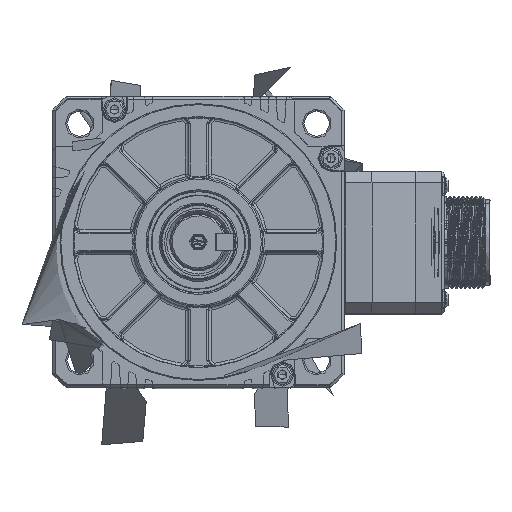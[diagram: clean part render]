
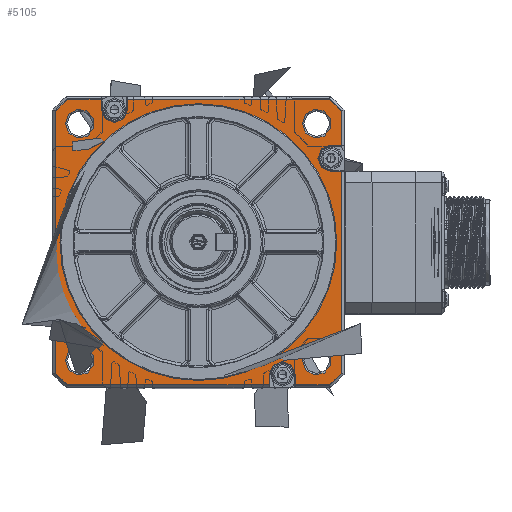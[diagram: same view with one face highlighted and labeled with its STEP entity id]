
A CAD part, top view. The second image highlights one B-rep face of the part: STEP entity #5105.
In plain terms, the highlighted planar face has unit normal (0, 0, 1).
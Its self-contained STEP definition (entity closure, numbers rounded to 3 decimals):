
#3630=CARTESIAN_POINT('',(49.,44.958,57.75));
#3631=VERTEX_POINT('',#3630);
#3639=CARTESIAN_POINT('',(49.,33.3,57.75));
#3640=VERTEX_POINT('',#3639);
#3641=CARTESIAN_POINT('',(49.,44.958,57.75));
#3642=DIRECTION('',(0.,-1.,0.));
#3643=VECTOR('',#3642,11.658);
#3644=LINE('',#3641,#3643);
#3645=EDGE_CURVE('',#3631,#3640,#3644,.T.);
#3664=CARTESIAN_POINT('',(45.5,33.3,57.75));
#3665=VERTEX_POINT('',#3664);
#3666=CARTESIAN_POINT('',(49.,33.3,57.75));
#3667=DIRECTION('',(-1.,0.,0.));
#3668=VECTOR('',#3667,3.5);
#3669=LINE('',#3666,#3668);
#3670=EDGE_CURVE('',#3640,#3665,#3669,.T.);
#3780=CARTESIAN_POINT('',(45.5,24.3,57.75));
#3781=VERTEX_POINT('',#3780);
#3788=CARTESIAN_POINT('',(49.,24.3,57.75));
#3789=VERTEX_POINT('',#3788);
#3790=CARTESIAN_POINT('',(45.5,24.3,57.75));
#3791=DIRECTION('',(1.,0.,0.));
#3792=VECTOR('',#3791,3.5);
#3793=LINE('',#3790,#3792);
#3794=EDGE_CURVE('',#3781,#3789,#3793,.T.);
#3814=CARTESIAN_POINT('',(49.,-44.958,57.75));
#3815=VERTEX_POINT('',#3814);
#3816=CARTESIAN_POINT('',(49.,24.3,57.75));
#3817=DIRECTION('',(0.,-1.,0.));
#3818=VECTOR('',#3817,69.258);
#3819=LINE('',#3816,#3818);
#3820=EDGE_CURVE('',#3789,#3815,#3819,.T.);
#4864=CARTESIAN_POINT('',(44.958,49.,57.75));
#4865=VERTEX_POINT('',#4864);
#4873=CARTESIAN_POINT('',(0.,0.,57.75));
#4874=DIRECTION('',(0.676,0.737,0.));
#4875=DIRECTION('',(0.,0.,-1.));
#4876=AXIS2_PLACEMENT_3D('',#4873,#4875,#4874);
#4877=CIRCLE('',#4876,66.5);
#4878=EDGE_CURVE('',#4865,#3631,#4877,.T.);
#4883=CARTESIAN_POINT('',(-0.365,0.,57.75));
#4884=DIRECTION('',(0.,1.,0.));
#4885=DIRECTION('',(0.,-0.,1.));
#4886=AXIS2_PLACEMENT_3D('',#4883,#4885,#4884);
#4887=PLANE('',#4886);
#4888=ORIENTED_EDGE('',*,*,#3820,.F.);
#4889=ORIENTED_EDGE('',*,*,#3794,.F.);
#4890=CARTESIAN_POINT('',(45.5,28.8,57.75));
#4891=DIRECTION('',(0.,1.,0.));
#4892=DIRECTION('',(0.,0.,1.));
#4893=AXIS2_PLACEMENT_3D('',#4890,#4892,#4891);
#4894=CIRCLE('',#4893,4.5);
#4895=EDGE_CURVE('',#3665,#3781,#4894,.T.);
#4896=ORIENTED_EDGE('',*,*,#4895,.F.);
#4897=ORIENTED_EDGE('',*,*,#3670,.F.);
#4898=ORIENTED_EDGE('',*,*,#3645,.F.);
#4899=ORIENTED_EDGE('',*,*,#4878,.F.);
#4900=CARTESIAN_POINT('',(-24.3,49.,57.75));
#4901=VERTEX_POINT('',#4900);
#4902=CARTESIAN_POINT('',(-24.3,49.,57.75));
#4903=DIRECTION('',(1.,0.,0.));
#4904=VECTOR('',#4903,69.258);
#4905=LINE('',#4902,#4904);
#4906=EDGE_CURVE('',#4901,#4865,#4905,.T.);
#4907=ORIENTED_EDGE('',*,*,#4906,.F.);
#4908=CARTESIAN_POINT('',(-24.3,45.5,57.75));
#4909=VERTEX_POINT('',#4908);
#4910=CARTESIAN_POINT('',(-24.3,45.5,57.75));
#4911=DIRECTION('',(0.,1.,0.));
#4912=VECTOR('',#4911,3.5);
#4913=LINE('',#4910,#4912);
#4914=EDGE_CURVE('',#4909,#4901,#4913,.T.);
#4915=ORIENTED_EDGE('',*,*,#4914,.F.);
#4916=CARTESIAN_POINT('',(-33.3,45.5,57.75));
#4917=VERTEX_POINT('',#4916);
#4918=CARTESIAN_POINT('',(-28.8,45.5,57.75));
#4919=DIRECTION('',(-1.,0.,0.));
#4920=DIRECTION('',(0.,0.,1.));
#4921=AXIS2_PLACEMENT_3D('',#4918,#4920,#4919);
#4922=CIRCLE('',#4921,4.5);
#4923=EDGE_CURVE('',#4917,#4909,#4922,.T.);
#4924=ORIENTED_EDGE('',*,*,#4923,.F.);
#4925=CARTESIAN_POINT('',(-33.3,49.,57.75));
#4926=VERTEX_POINT('',#4925);
#4927=CARTESIAN_POINT('',(-33.3,49.,57.75));
#4928=DIRECTION('',(0.,-1.,0.));
#4929=VECTOR('',#4928,3.5);
#4930=LINE('',#4927,#4929);
#4931=EDGE_CURVE('',#4926,#4917,#4930,.T.);
#4932=ORIENTED_EDGE('',*,*,#4931,.F.);
#4933=CARTESIAN_POINT('',(-44.958,49.,57.75));
#4934=VERTEX_POINT('',#4933);
#4935=CARTESIAN_POINT('',(-44.958,49.,57.75));
#4936=DIRECTION('',(1.,0.,0.));
#4937=VECTOR('',#4936,11.658);
#4938=LINE('',#4935,#4937);
#4939=EDGE_CURVE('',#4934,#4926,#4938,.T.);
#4940=ORIENTED_EDGE('',*,*,#4939,.F.);
#4941=CARTESIAN_POINT('',(-49.,44.958,57.75));
#4942=VERTEX_POINT('',#4941);
#4943=CARTESIAN_POINT('',(0.,0.,57.75));
#4944=DIRECTION('',(-0.737,0.676,0.));
#4945=DIRECTION('',(0.,0.,-1.));
#4946=AXIS2_PLACEMENT_3D('',#4943,#4945,#4944);
#4947=CIRCLE('',#4946,66.5);
#4948=EDGE_CURVE('',#4942,#4934,#4947,.T.);
#4949=ORIENTED_EDGE('',*,*,#4948,.F.);
#4950=CARTESIAN_POINT('',(-49.,-24.3,57.75));
#4951=VERTEX_POINT('',#4950);
#4952=CARTESIAN_POINT('',(-49.,-24.3,57.75));
#4953=DIRECTION('',(0.,1.,0.));
#4954=VECTOR('',#4953,69.258);
#4955=LINE('',#4952,#4954);
#4956=EDGE_CURVE('',#4951,#4942,#4955,.T.);
#4957=ORIENTED_EDGE('',*,*,#4956,.F.);
#4958=CARTESIAN_POINT('',(-45.5,-24.3,57.75));
#4959=VERTEX_POINT('',#4958);
#4960=CARTESIAN_POINT('',(-45.5,-24.3,57.75));
#4961=DIRECTION('',(-1.,0.,0.));
#4962=VECTOR('',#4961,3.5);
#4963=LINE('',#4960,#4962);
#4964=EDGE_CURVE('',#4959,#4951,#4963,.T.);
#4965=ORIENTED_EDGE('',*,*,#4964,.F.);
#4966=CARTESIAN_POINT('',(-45.5,-33.3,57.75));
#4967=VERTEX_POINT('',#4966);
#4968=CARTESIAN_POINT('',(-45.5,-28.8,57.75));
#4969=DIRECTION('',(0.,-1.,0.));
#4970=DIRECTION('',(0.,-0.,1.));
#4971=AXIS2_PLACEMENT_3D('',#4968,#4970,#4969);
#4972=CIRCLE('',#4971,4.5);
#4973=EDGE_CURVE('',#4967,#4959,#4972,.T.);
#4974=ORIENTED_EDGE('',*,*,#4973,.F.);
#4975=CARTESIAN_POINT('',(-49.,-33.3,57.75));
#4976=VERTEX_POINT('',#4975);
#4977=CARTESIAN_POINT('',(-49.,-33.3,57.75));
#4978=DIRECTION('',(1.,0.,0.));
#4979=VECTOR('',#4978,3.5);
#4980=LINE('',#4977,#4979);
#4981=EDGE_CURVE('',#4976,#4967,#4980,.T.);
#4982=ORIENTED_EDGE('',*,*,#4981,.F.);
#4983=CARTESIAN_POINT('',(-49.,-44.958,57.75));
#4984=VERTEX_POINT('',#4983);
#4985=CARTESIAN_POINT('',(-49.,-44.958,57.75));
#4986=DIRECTION('',(0.,1.,0.));
#4987=VECTOR('',#4986,11.658);
#4988=LINE('',#4985,#4987);
#4989=EDGE_CURVE('',#4984,#4976,#4988,.T.);
#4990=ORIENTED_EDGE('',*,*,#4989,.F.);
#4991=CARTESIAN_POINT('',(-44.958,-49.,57.75));
#4992=VERTEX_POINT('',#4991);
#4993=CARTESIAN_POINT('',(0.,0.,57.75));
#4994=DIRECTION('',(-0.676,-0.737,0.));
#4995=DIRECTION('',(0.,0.,-1.));
#4996=AXIS2_PLACEMENT_3D('',#4993,#4995,#4994);
#4997=CIRCLE('',#4996,66.5);
#4998=EDGE_CURVE('',#4992,#4984,#4997,.T.);
#4999=ORIENTED_EDGE('',*,*,#4998,.F.);
#5000=CARTESIAN_POINT('',(24.3,-49.,57.75));
#5001=VERTEX_POINT('',#5000);
#5002=CARTESIAN_POINT('',(24.3,-49.,57.75));
#5003=DIRECTION('',(-1.,0.,0.));
#5004=VECTOR('',#5003,69.258);
#5005=LINE('',#5002,#5004);
#5006=EDGE_CURVE('',#5001,#4992,#5005,.T.);
#5007=ORIENTED_EDGE('',*,*,#5006,.F.);
#5008=CARTESIAN_POINT('',(24.3,-45.5,57.75));
#5009=VERTEX_POINT('',#5008);
#5010=CARTESIAN_POINT('',(24.3,-45.5,57.75));
#5011=DIRECTION('',(0.,-1.,0.));
#5012=VECTOR('',#5011,3.5);
#5013=LINE('',#5010,#5012);
#5014=EDGE_CURVE('',#5009,#5001,#5013,.T.);
#5015=ORIENTED_EDGE('',*,*,#5014,.F.);
#5016=CARTESIAN_POINT('',(33.3,-45.5,57.75));
#5017=VERTEX_POINT('',#5016);
#5018=CARTESIAN_POINT('',(28.8,-45.5,57.75));
#5019=DIRECTION('',(1.,0.,0.));
#5020=DIRECTION('',(0.,0.,1.));
#5021=AXIS2_PLACEMENT_3D('',#5018,#5020,#5019);
#5022=CIRCLE('',#5021,4.5);
#5023=EDGE_CURVE('',#5017,#5009,#5022,.T.);
#5024=ORIENTED_EDGE('',*,*,#5023,.F.);
#5025=CARTESIAN_POINT('',(33.3,-49.,57.75));
#5026=VERTEX_POINT('',#5025);
#5027=CARTESIAN_POINT('',(33.3,-49.,57.75));
#5028=DIRECTION('',(0.,1.,0.));
#5029=VECTOR('',#5028,3.5);
#5030=LINE('',#5027,#5029);
#5031=EDGE_CURVE('',#5026,#5017,#5030,.T.);
#5032=ORIENTED_EDGE('',*,*,#5031,.F.);
#5033=CARTESIAN_POINT('',(44.958,-49.,57.75));
#5034=VERTEX_POINT('',#5033);
#5035=CARTESIAN_POINT('',(44.958,-49.,57.75));
#5036=DIRECTION('',(-1.,0.,0.));
#5037=VECTOR('',#5036,11.658);
#5038=LINE('',#5035,#5037);
#5039=EDGE_CURVE('',#5034,#5026,#5038,.T.);
#5040=ORIENTED_EDGE('',*,*,#5039,.F.);
#5041=CARTESIAN_POINT('',(0.,0.,57.75));
#5042=DIRECTION('',(0.737,-0.676,0.));
#5043=DIRECTION('',(0.,0.,-1.));
#5044=AXIS2_PLACEMENT_3D('',#5041,#5043,#5042);
#5045=CIRCLE('',#5044,66.5);
#5046=EDGE_CURVE('',#3815,#5034,#5045,.T.);
#5047=ORIENTED_EDGE('',*,*,#5046,.F.);
#5048=EDGE_LOOP('',(#4888,#4889,#4896,#4897,#4898,#4899,#4907,#4915,#4924,#4932,#4940,#4949,#4957,#4965,#4974,#4982,#4990,#4999,#5007,#5015,#5024,#5032,#5040,#5047));
#5049=FACE_OUTER_BOUND('',#5048,.T.);
#5050=CARTESIAN_POINT('',(-47.5,0.,57.75));
#5051=VERTEX_POINT('',#5050);
#5052=CARTESIAN_POINT('',(0.,0.,57.75));
#5053=DIRECTION('',(-1.,0.,0.));
#5054=DIRECTION('',(0.,0.,1.));
#5055=AXIS2_PLACEMENT_3D('',#5052,#5054,#5053);
#5056=CIRCLE('',#5055,47.5);
#5057=EDGE_CURVE('',#5051,#5051,#5056,.T.);
#5058=ORIENTED_EDGE('',*,*,#5057,.F.);
#5059=EDGE_LOOP('',(#5058));
#5060=FACE_BOUND('',#5059,.T.);
#5061=CARTESIAN_POINT('',(-45.659,-40.659,57.75));
#5062=VERTEX_POINT('',#5061);
#5063=CARTESIAN_POINT('',(-40.659,-40.659,57.75));
#5064=DIRECTION('',(-1.,0.,0.));
#5065=DIRECTION('',(0.,0.,1.));
#5066=AXIS2_PLACEMENT_3D('',#5063,#5065,#5064);
#5067=CIRCLE('',#5066,5.);
#5068=EDGE_CURVE('',#5062,#5062,#5067,.T.);
#5069=ORIENTED_EDGE('',*,*,#5068,.F.);
#5070=EDGE_LOOP('',(#5069));
#5071=FACE_BOUND('',#5070,.T.);
#5072=CARTESIAN_POINT('',(35.659,-40.659,57.75));
#5073=VERTEX_POINT('',#5072);
#5074=CARTESIAN_POINT('',(40.659,-40.659,57.75));
#5075=DIRECTION('',(-1.,0.,0.));
#5076=DIRECTION('',(0.,0.,1.));
#5077=AXIS2_PLACEMENT_3D('',#5074,#5076,#5075);
#5078=CIRCLE('',#5077,5.);
#5079=EDGE_CURVE('',#5073,#5073,#5078,.T.);
#5080=ORIENTED_EDGE('',*,*,#5079,.F.);
#5081=EDGE_LOOP('',(#5080));
#5082=FACE_BOUND('',#5081,.T.);
#5083=CARTESIAN_POINT('',(-45.659,40.659,57.75));
#5084=VERTEX_POINT('',#5083);
#5085=CARTESIAN_POINT('',(-40.659,40.659,57.75));
#5086=DIRECTION('',(-1.,0.,0.));
#5087=DIRECTION('',(0.,0.,1.));
#5088=AXIS2_PLACEMENT_3D('',#5085,#5087,#5086);
#5089=CIRCLE('',#5088,5.);
#5090=EDGE_CURVE('',#5084,#5084,#5089,.T.);
#5091=ORIENTED_EDGE('',*,*,#5090,.F.);
#5092=EDGE_LOOP('',(#5091));
#5093=FACE_BOUND('',#5092,.T.);
#5094=CARTESIAN_POINT('',(35.659,40.659,57.75));
#5095=VERTEX_POINT('',#5094);
#5096=CARTESIAN_POINT('',(40.659,40.659,57.75));
#5097=DIRECTION('',(-1.,0.,0.));
#5098=DIRECTION('',(0.,0.,1.));
#5099=AXIS2_PLACEMENT_3D('',#5096,#5098,#5097);
#5100=CIRCLE('',#5099,5.);
#5101=EDGE_CURVE('',#5095,#5095,#5100,.T.);
#5102=ORIENTED_EDGE('',*,*,#5101,.F.);
#5103=EDGE_LOOP('',(#5102));
#5104=FACE_BOUND('',#5103,.T.);
#5105=ADVANCED_FACE('',(#5049,#5060,#5071,#5082,#5093,#5104),#4887,.T.);
